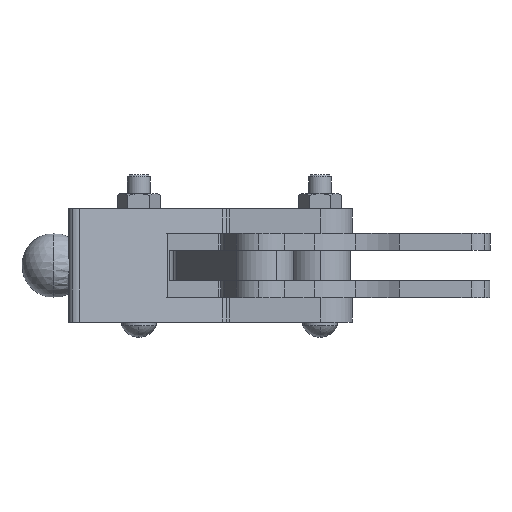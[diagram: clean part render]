
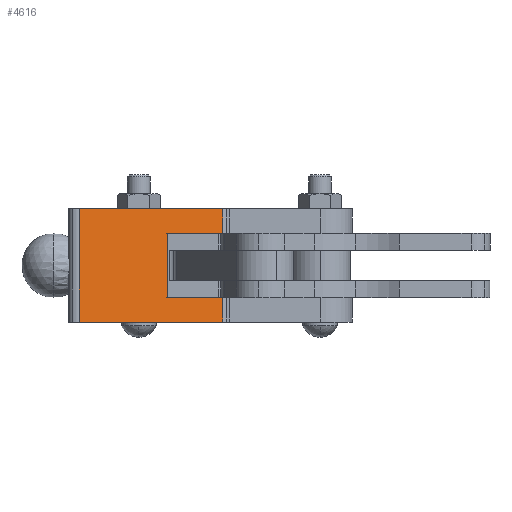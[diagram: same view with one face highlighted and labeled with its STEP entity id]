
A CAD part, left-side view. The second image highlights one B-rep face of the part: STEP entity #4616.
In plain terms, the highlighted planar face has unit normal (-0.933, -0.361, 0).
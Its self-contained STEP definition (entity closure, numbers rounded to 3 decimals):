
#2307=CARTESIAN_POINT('',(-89.001,77.278,-15.));
#2308=VERTEX_POINT('',#2307);
#2316=CARTESIAN_POINT('',(-89.001,77.278,15.));
#2317=VERTEX_POINT('',#2316);
#2318=CARTESIAN_POINT('',(-89.001,77.278,-15.));
#2319=DIRECTION('',(0.0,0.0,1.0));
#2320=VECTOR('',#2319,30.);
#2321=LINE('',#2318,#2320);
#2322=EDGE_CURVE('',#2308,#2317,#2321,.T.);
#3972=CARTESIAN_POINT('',(-74.279,39.233,-15.));
#3973=VERTEX_POINT('',#3972);
#3981=CARTESIAN_POINT('',(-74.279,39.233,-15.));
#3982=DIRECTION('',(-0.361,0.933,0.0));
#3983=VECTOR('',#3982,40.794);
#3984=LINE('',#3981,#3983);
#3985=EDGE_CURVE('',#3973,#2308,#3984,.T.);
#4033=CARTESIAN_POINT('',(-80.,54.018,-8.5));
#4034=VERTEX_POINT('',#4033);
#4043=CARTESIAN_POINT('',(-74.279,39.233,-8.5));
#4044=VERTEX_POINT('',#4043);
#4045=CARTESIAN_POINT('',(-74.279,39.233,-8.5));
#4046=DIRECTION('',(-0.361,0.933,0.0));
#4047=VECTOR('',#4046,15.853);
#4048=LINE('',#4045,#4047);
#4049=EDGE_CURVE('',#4044,#4034,#4048,.T.);
#4198=CARTESIAN_POINT('',(-74.279,39.233,-15.));
#4199=DIRECTION('',(0.0,0.0,1.0));
#4200=VECTOR('',#4199,6.5);
#4201=LINE('',#4198,#4200);
#4202=EDGE_CURVE('',#3973,#4044,#4201,.T.);
#4341=CARTESIAN_POINT('',(-74.279,39.233,15.));
#4342=VERTEX_POINT('',#4341);
#4350=CARTESIAN_POINT('',(-74.279,39.233,8.5));
#4351=VERTEX_POINT('',#4350);
#4352=CARTESIAN_POINT('',(-74.279,39.233,8.5));
#4353=DIRECTION('',(0.0,0.0,1.0));
#4354=VECTOR('',#4353,6.5);
#4355=LINE('',#4352,#4354);
#4356=EDGE_CURVE('',#4351,#4342,#4355,.T.);
#4406=CARTESIAN_POINT('',(-80.,54.018,8.5));
#4407=VERTEX_POINT('',#4406);
#4430=CARTESIAN_POINT('',(-74.279,39.233,8.5));
#4431=DIRECTION('',(-0.361,0.933,0.0));
#4432=VECTOR('',#4431,15.853);
#4433=LINE('',#4430,#4432);
#4434=EDGE_CURVE('',#4351,#4407,#4433,.T.);
#4486=CARTESIAN_POINT('',(-74.279,39.233,15.));
#4487=DIRECTION('',(-0.361,0.933,0.0));
#4488=VECTOR('',#4487,40.794);
#4489=LINE('',#4486,#4488);
#4490=EDGE_CURVE('',#4342,#2317,#4489,.T.);
#4596=CARTESIAN_POINT('',(-80.,54.018,0.5));
#4597=DIRECTION('',(-0.933,-0.361,0.));
#4598=DIRECTION('',(0.0,0.0,1.0));
#4599=AXIS2_PLACEMENT_3D('',#4596,#4597,#4598);
#4600=PLANE('',#4599);
#4601=CARTESIAN_POINT('',(-80.,54.018,-8.5));
#4602=DIRECTION('',(0.0,0.0,1.0));
#4603=VECTOR('',#4602,17.);
#4604=LINE('',#4601,#4603);
#4605=EDGE_CURVE('',#4034,#4407,#4604,.T.);
#4606=ORIENTED_EDGE('',*,*,#4605,.T.);
#4607=ORIENTED_EDGE('',*,*,#4434,.F.);
#4608=ORIENTED_EDGE('',*,*,#4356,.T.);
#4609=ORIENTED_EDGE('',*,*,#4490,.T.);
#4610=ORIENTED_EDGE('',*,*,#2322,.F.);
#4611=ORIENTED_EDGE('',*,*,#3985,.F.);
#4612=ORIENTED_EDGE('',*,*,#4202,.T.);
#4613=ORIENTED_EDGE('',*,*,#4049,.T.);
#4614=EDGE_LOOP('',(#4606,#4607,#4608,#4609,#4610,#4611,#4612,#4613));
#4615=FACE_OUTER_BOUND('',#4614,.T.);
#4616=ADVANCED_FACE('',(#4615),#4600,.T.);
